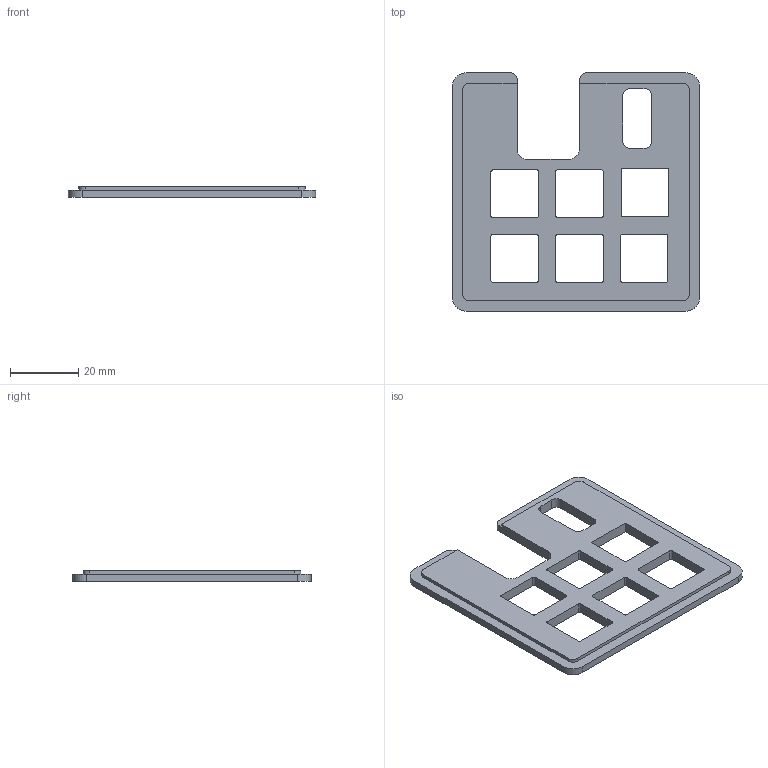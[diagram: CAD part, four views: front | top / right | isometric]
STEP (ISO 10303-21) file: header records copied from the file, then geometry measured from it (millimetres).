
FILE_DESCRIPTION(/* description */ (''),/* implementation_level */ '2;1');
FILE_NAME(/* name */ 'LID.step',/* time_stamp */ '2026-01-21T14:08:55-06:00',/* author */ (''),/* organization */ (''),/* preprocessor_version */ 'ST-DEVELOPER v20.1',/* originating_system */ 'Autodesk Translation Framework v14.21.0.0',/* authorisation */ '');
FILE_SCHEMA (('AUTOMOTIVE_DESIGN { 1 0 10303 214 3 1 1 }'));
Length unit declared in the file: inch
Products named in the file (1): 2026-01-14-10-53-42-180
Bounding box: 72.6 x 70 x 3.1 mm (x, y, z)
Volume: 9443.9 mm3; surface area: 8737.4 mm2
Topology: 1 solids, 1 shells, 80 faces, 234 edges, 156 vertices
Faces by surface type: plane 44, cylinder 36
Entity records: 2733 total; most frequent: CARTESIAN_POINT 471, ORIENTED_EDGE 468, DIRECTION 468, EDGE_CURVE 234, LINE 162, VECTOR 162, VERTEX_POINT 156, AXIS2_PLACEMENT_3D 153
